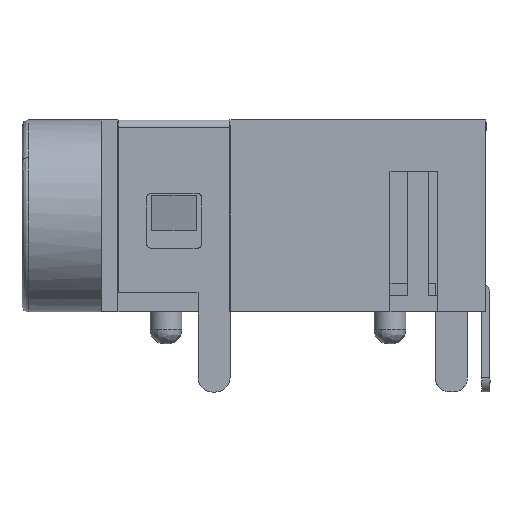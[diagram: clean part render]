
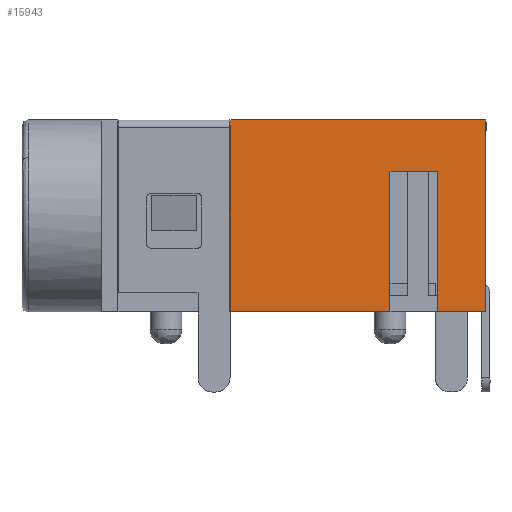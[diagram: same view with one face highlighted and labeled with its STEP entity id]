
A CAD part, front view. The second image highlights one B-rep face of the part: STEP entity #15943.
In plain terms, the highlighted planar face has unit normal (0, -1, 0).
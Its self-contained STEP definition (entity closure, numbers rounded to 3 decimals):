
#12333 = PLANE('',#12334);
#12334 = AXIS2_PLACEMENT_3D('',#12335,#12336,#12337);
#12335 = CARTESIAN_POINT('',(12.,-3.5,0.));
#12336 = DIRECTION('',(1.,0.,0.));
#12337 = DIRECTION('',(0.,1.,0.));
#12701 = PLANE('',#12702);
#12702 = AXIS2_PLACEMENT_3D('',#12703,#12704,#12705);
#12703 = CARTESIAN_POINT('',(0.,-3.5,0.));
#12704 = DIRECTION('',(0.,0.,1.));
#12705 = DIRECTION('',(1.,0.,0.));
#13563 = PLANE('',#13564);
#13564 = AXIS2_PLACEMENT_3D('',#13565,#13566,#13567);
#13565 = CARTESIAN_POINT('',(4.,-3.5,0.));
#13566 = DIRECTION('',(1.,0.,0.));
#13567 = DIRECTION('',(0.,1.,0.));
#13960 = VERTEX_POINT('',#13961);
#13961 = CARTESIAN_POINT('',(10.5,-3.5,0.));
#13975 = PLANE('',#13976);
#13976 = AXIS2_PLACEMENT_3D('',#13977,#13978,#13979);
#13977 = CARTESIAN_POINT('',(10.5,-3.,4.4));
#13978 = DIRECTION('',(1.,0.,0.));
#13979 = DIRECTION('',(0.,-1.,0.));
#13987 = EDGE_CURVE('',#13960,#13988,#13990,.T.);
#13988 = VERTEX_POINT('',#13989);
#13989 = CARTESIAN_POINT('',(12.,-3.5,0.));
#13990 = SURFACE_CURVE('',#13991,(#13995,#14002),.PCURVE_S1.);
#13991 = LINE('',#13992,#13993);
#13992 = CARTESIAN_POINT('',(6.,-3.5,0.));
#13993 = VECTOR('',#13994,1.);
#13994 = DIRECTION('',(1.,0.,0.));
#13995 = PCURVE('',#12701,#13996);
#13996 = DEFINITIONAL_REPRESENTATION('',(#13997),#14001);
#13997 = LINE('',#13998,#13999);
#13998 = CARTESIAN_POINT('',(6.,0.));
#13999 = VECTOR('',#14000,1.);
#14000 = DIRECTION('',(1.,0.));
#14001 = ( GEOMETRIC_REPRESENTATION_CONTEXT(2) 
PARAMETRIC_REPRESENTATION_CONTEXT() REPRESENTATION_CONTEXT('2D SPACE',''
  ) );
#14002 = PCURVE('',#14003,#14008);
#14003 = PLANE('',#14004);
#14004 = AXIS2_PLACEMENT_3D('',#14005,#14006,#14007);
#14005 = CARTESIAN_POINT('',(4.,-3.5,0.));
#14006 = DIRECTION('',(0.,-1.,0.));
#14007 = DIRECTION('',(1.,0.,0.));
#14008 = DEFINITIONAL_REPRESENTATION('',(#14009),#14013);
#14009 = LINE('',#14010,#14011);
#14010 = CARTESIAN_POINT('',(2.,0.));
#14011 = VECTOR('',#14012,1.);
#14012 = DIRECTION('',(1.,0.));
#14013 = ( GEOMETRIC_REPRESENTATION_CONTEXT(2) 
PARAMETRIC_REPRESENTATION_CONTEXT() REPRESENTATION_CONTEXT('2D SPACE',''
  ) );
#14597 = VERTEX_POINT('',#14598);
#14598 = CARTESIAN_POINT('',(4.,-3.5,0.));
#14619 = EDGE_CURVE('',#14597,#14620,#14622,.T.);
#14620 = VERTEX_POINT('',#14621);
#14621 = CARTESIAN_POINT('',(9.,-3.5,0.));
#14622 = SURFACE_CURVE('',#14623,(#14627,#14634),.PCURVE_S1.);
#14623 = LINE('',#14624,#14625);
#14624 = CARTESIAN_POINT('',(6.,-3.5,0.));
#14625 = VECTOR('',#14626,1.);
#14626 = DIRECTION('',(1.,0.,0.));
#14627 = PCURVE('',#12701,#14628);
#14628 = DEFINITIONAL_REPRESENTATION('',(#14629),#14633);
#14629 = LINE('',#14630,#14631);
#14630 = CARTESIAN_POINT('',(6.,0.));
#14631 = VECTOR('',#14632,1.);
#14632 = DIRECTION('',(1.,0.));
#14633 = ( GEOMETRIC_REPRESENTATION_CONTEXT(2) 
PARAMETRIC_REPRESENTATION_CONTEXT() REPRESENTATION_CONTEXT('2D SPACE',''
  ) );
#14634 = PCURVE('',#14003,#14635);
#14635 = DEFINITIONAL_REPRESENTATION('',(#14636),#14640);
#14636 = LINE('',#14637,#14638);
#14637 = CARTESIAN_POINT('',(2.,0.));
#14638 = VECTOR('',#14639,1.);
#14639 = DIRECTION('',(1.,0.));
#14640 = ( GEOMETRIC_REPRESENTATION_CONTEXT(2) 
PARAMETRIC_REPRESENTATION_CONTEXT() REPRESENTATION_CONTEXT('2D SPACE',''
  ) );
#14656 = PLANE('',#14657);
#14657 = AXIS2_PLACEMENT_3D('',#14658,#14659,#14660);
#14658 = CARTESIAN_POINT('',(9.,-3.5,4.4));
#14659 = DIRECTION('',(-1.,0.,0.));
#14660 = DIRECTION('',(0.,1.,0.));
#14671 = EDGE_CURVE('',#14672,#14597,#14674,.T.);
#14672 = VERTEX_POINT('',#14673);
#14673 = CARTESIAN_POINT('',(4.,-3.5,6.));
#14674 = SURFACE_CURVE('',#14675,(#14679,#14686),.PCURVE_S1.);
#14675 = LINE('',#14676,#14677);
#14676 = CARTESIAN_POINT('',(4.,-3.5,2.5));
#14677 = VECTOR('',#14678,1.);
#14678 = DIRECTION('',(0.,0.,-1.));
#14679 = PCURVE('',#13563,#14680);
#14680 = DEFINITIONAL_REPRESENTATION('',(#14681),#14685);
#14681 = LINE('',#14682,#14683);
#14682 = CARTESIAN_POINT('',(0.,2.5));
#14683 = VECTOR('',#14684,1.);
#14684 = DIRECTION('',(0.,-1.));
#14685 = ( GEOMETRIC_REPRESENTATION_CONTEXT(2) 
PARAMETRIC_REPRESENTATION_CONTEXT() REPRESENTATION_CONTEXT('2D SPACE',''
  ) );
#14686 = PCURVE('',#14003,#14687);
#14687 = DEFINITIONAL_REPRESENTATION('',(#14688),#14692);
#14688 = LINE('',#14689,#14690);
#14689 = CARTESIAN_POINT('',(0.,2.5));
#14690 = VECTOR('',#14691,1.);
#14691 = DIRECTION('',(0.,-1.));
#14692 = ( GEOMETRIC_REPRESENTATION_CONTEXT(2) 
PARAMETRIC_REPRESENTATION_CONTEXT() REPRESENTATION_CONTEXT('2D SPACE',''
  ) );
#14710 = PLANE('',#14711);
#14711 = AXIS2_PLACEMENT_3D('',#14712,#14713,#14714);
#14712 = CARTESIAN_POINT('',(4.,-3.5,6.));
#14713 = DIRECTION('',(0.,0.,1.));
#14714 = DIRECTION('',(1.,0.,0.));
#15811 = PLANE('',#15812);
#15812 = AXIS2_PLACEMENT_3D('',#15813,#15814,#15815);
#15813 = CARTESIAN_POINT('',(9.,-3.5,4.4));
#15814 = DIRECTION('',(0.,0.,-1.));
#15815 = DIRECTION('',(0.,1.,0.));
#15900 = VERTEX_POINT('',#15901);
#15901 = CARTESIAN_POINT('',(9.,-3.5,4.4));
#15922 = EDGE_CURVE('',#14620,#15900,#15923,.T.);
#15923 = SURFACE_CURVE('',#15924,(#15928,#15935),.PCURVE_S1.);
#15924 = LINE('',#15925,#15926);
#15925 = CARTESIAN_POINT('',(9.,-3.5,2.2));
#15926 = VECTOR('',#15927,1.);
#15927 = DIRECTION('',(0.,0.,1.));
#15928 = PCURVE('',#14656,#15929);
#15929 = DEFINITIONAL_REPRESENTATION('',(#15930),#15934);
#15930 = LINE('',#15931,#15932);
#15931 = CARTESIAN_POINT('',(0.,2.2));
#15932 = VECTOR('',#15933,1.);
#15933 = DIRECTION('',(0.,-1.));
#15934 = ( GEOMETRIC_REPRESENTATION_CONTEXT(2) 
PARAMETRIC_REPRESENTATION_CONTEXT() REPRESENTATION_CONTEXT('2D SPACE',''
  ) );
#15935 = PCURVE('',#14003,#15936);
#15936 = DEFINITIONAL_REPRESENTATION('',(#15937),#15941);
#15937 = LINE('',#15938,#15939);
#15938 = CARTESIAN_POINT('',(5.,2.2));
#15939 = VECTOR('',#15940,1.);
#15940 = DIRECTION('',(0.,1.));
#15941 = ( GEOMETRIC_REPRESENTATION_CONTEXT(2) 
PARAMETRIC_REPRESENTATION_CONTEXT() REPRESENTATION_CONTEXT('2D SPACE',''
  ) );
#15943 = ADVANCED_FACE('',(#15944),#14003,.T.);
#15944 = FACE_BOUND('',#15945,.T.);
#15945 = EDGE_LOOP('',(#15946,#15947,#15948,#15949,#15972,#15993,#15994,
    #16017));
#15946 = ORIENTED_EDGE('',*,*,#14671,.T.);
#15947 = ORIENTED_EDGE('',*,*,#14619,.T.);
#15948 = ORIENTED_EDGE('',*,*,#15922,.T.);
#15949 = ORIENTED_EDGE('',*,*,#15950,.T.);
#15950 = EDGE_CURVE('',#15900,#15951,#15953,.T.);
#15951 = VERTEX_POINT('',#15952);
#15952 = CARTESIAN_POINT('',(10.5,-3.5,4.4));
#15953 = SURFACE_CURVE('',#15954,(#15958,#15965),.PCURVE_S1.);
#15954 = LINE('',#15955,#15956);
#15955 = CARTESIAN_POINT('',(8.,-3.5,4.4));
#15956 = VECTOR('',#15957,1.);
#15957 = DIRECTION('',(1.,0.,0.));
#15958 = PCURVE('',#14003,#15959);
#15959 = DEFINITIONAL_REPRESENTATION('',(#15960),#15964);
#15960 = LINE('',#15961,#15962);
#15961 = CARTESIAN_POINT('',(4.,4.4));
#15962 = VECTOR('',#15963,1.);
#15963 = DIRECTION('',(1.,0.));
#15964 = ( GEOMETRIC_REPRESENTATION_CONTEXT(2) 
PARAMETRIC_REPRESENTATION_CONTEXT() REPRESENTATION_CONTEXT('2D SPACE',''
  ) );
#15965 = PCURVE('',#15811,#15966);
#15966 = DEFINITIONAL_REPRESENTATION('',(#15967),#15971);
#15967 = LINE('',#15968,#15969);
#15968 = CARTESIAN_POINT('',(0.,-1.));
#15969 = VECTOR('',#15970,1.);
#15970 = DIRECTION('',(0.,1.));
#15971 = ( GEOMETRIC_REPRESENTATION_CONTEXT(2) 
PARAMETRIC_REPRESENTATION_CONTEXT() REPRESENTATION_CONTEXT('2D SPACE',''
  ) );
#15972 = ORIENTED_EDGE('',*,*,#15973,.T.);
#15973 = EDGE_CURVE('',#15951,#13960,#15974,.T.);
#15974 = SURFACE_CURVE('',#15975,(#15979,#15986),.PCURVE_S1.);
#15975 = LINE('',#15976,#15977);
#15976 = CARTESIAN_POINT('',(10.5,-3.5,3.));
#15977 = VECTOR('',#15978,1.);
#15978 = DIRECTION('',(0.,0.,-1.));
#15979 = PCURVE('',#14003,#15980);
#15980 = DEFINITIONAL_REPRESENTATION('',(#15981),#15985);
#15981 = LINE('',#15982,#15983);
#15982 = CARTESIAN_POINT('',(6.5,3.));
#15983 = VECTOR('',#15984,1.);
#15984 = DIRECTION('',(0.,-1.));
#15985 = ( GEOMETRIC_REPRESENTATION_CONTEXT(2) 
PARAMETRIC_REPRESENTATION_CONTEXT() REPRESENTATION_CONTEXT('2D SPACE',''
  ) );
#15986 = PCURVE('',#13975,#15987);
#15987 = DEFINITIONAL_REPRESENTATION('',(#15988),#15992);
#15988 = LINE('',#15989,#15990);
#15989 = CARTESIAN_POINT('',(0.5,1.4));
#15990 = VECTOR('',#15991,1.);
#15991 = DIRECTION('',(0.,1.));
#15992 = ( GEOMETRIC_REPRESENTATION_CONTEXT(2) 
PARAMETRIC_REPRESENTATION_CONTEXT() REPRESENTATION_CONTEXT('2D SPACE',''
  ) );
#15993 = ORIENTED_EDGE('',*,*,#13987,.T.);
#15994 = ORIENTED_EDGE('',*,*,#15995,.T.);
#15995 = EDGE_CURVE('',#13988,#15996,#15998,.T.);
#15996 = VERTEX_POINT('',#15997);
#15997 = CARTESIAN_POINT('',(12.,-3.5,6.));
#15998 = SURFACE_CURVE('',#15999,(#16003,#16010),.PCURVE_S1.);
#15999 = LINE('',#16000,#16001);
#16000 = CARTESIAN_POINT('',(12.,-3.5,3.));
#16001 = VECTOR('',#16002,1.);
#16002 = DIRECTION('',(0.,0.,1.));
#16003 = PCURVE('',#14003,#16004);
#16004 = DEFINITIONAL_REPRESENTATION('',(#16005),#16009);
#16005 = LINE('',#16006,#16007);
#16006 = CARTESIAN_POINT('',(8.,3.));
#16007 = VECTOR('',#16008,1.);
#16008 = DIRECTION('',(0.,1.));
#16009 = ( GEOMETRIC_REPRESENTATION_CONTEXT(2) 
PARAMETRIC_REPRESENTATION_CONTEXT() REPRESENTATION_CONTEXT('2D SPACE',''
  ) );
#16010 = PCURVE('',#12333,#16011);
#16011 = DEFINITIONAL_REPRESENTATION('',(#16012),#16016);
#16012 = LINE('',#16013,#16014);
#16013 = CARTESIAN_POINT('',(0.,3.));
#16014 = VECTOR('',#16015,1.);
#16015 = DIRECTION('',(0.,1.));
#16016 = ( GEOMETRIC_REPRESENTATION_CONTEXT(2) 
PARAMETRIC_REPRESENTATION_CONTEXT() REPRESENTATION_CONTEXT('2D SPACE',''
  ) );
#16017 = ORIENTED_EDGE('',*,*,#16018,.T.);
#16018 = EDGE_CURVE('',#15996,#14672,#16019,.T.);
#16019 = SURFACE_CURVE('',#16020,(#16024,#16031),.PCURVE_S1.);
#16020 = LINE('',#16021,#16022);
#16021 = CARTESIAN_POINT('',(8.,-3.5,6.));
#16022 = VECTOR('',#16023,1.);
#16023 = DIRECTION('',(-1.,0.,0.));
#16024 = PCURVE('',#14003,#16025);
#16025 = DEFINITIONAL_REPRESENTATION('',(#16026),#16030);
#16026 = LINE('',#16027,#16028);
#16027 = CARTESIAN_POINT('',(4.,6.));
#16028 = VECTOR('',#16029,1.);
#16029 = DIRECTION('',(-1.,0.));
#16030 = ( GEOMETRIC_REPRESENTATION_CONTEXT(2) 
PARAMETRIC_REPRESENTATION_CONTEXT() REPRESENTATION_CONTEXT('2D SPACE',''
  ) );
#16031 = PCURVE('',#14710,#16032);
#16032 = DEFINITIONAL_REPRESENTATION('',(#16033),#16037);
#16033 = LINE('',#16034,#16035);
#16034 = CARTESIAN_POINT('',(4.,0.));
#16035 = VECTOR('',#16036,1.);
#16036 = DIRECTION('',(-1.,0.));
#16037 = ( GEOMETRIC_REPRESENTATION_CONTEXT(2) 
PARAMETRIC_REPRESENTATION_CONTEXT() REPRESENTATION_CONTEXT('2D SPACE',''
  ) );
